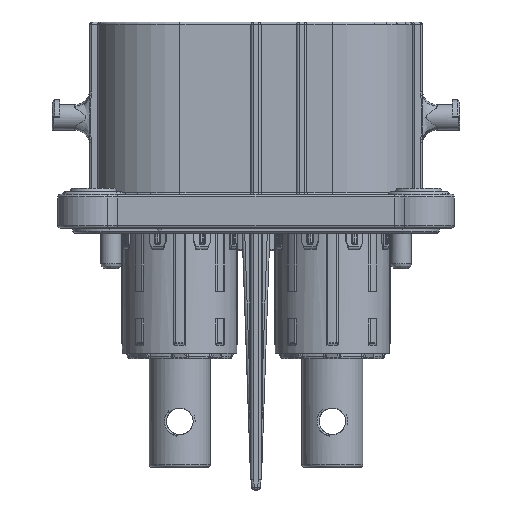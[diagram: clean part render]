
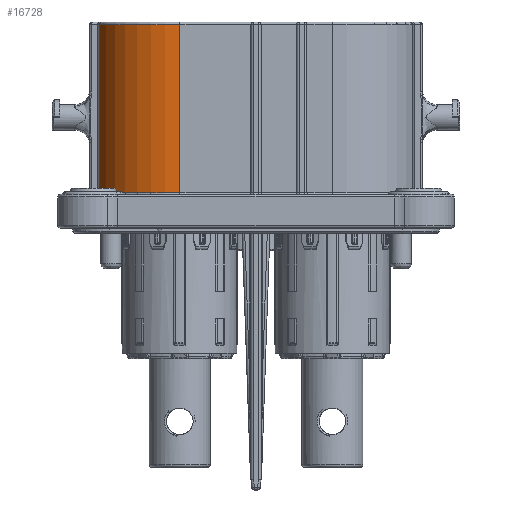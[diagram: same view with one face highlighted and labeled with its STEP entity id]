
A CAD part, front view. The second image highlights one B-rep face of the part: STEP entity #16728.
In plain terms, the highlighted cylindrical face has radius 16.75 mm (diameter 33.5 mm), a partial arc.
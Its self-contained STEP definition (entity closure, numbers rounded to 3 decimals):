
#15221=CYLINDRICAL_SURFACE('',#83326,16.75);
#16728=ADVANCED_FACE('',(#21403),#15221,.T.);
#21403=FACE_OUTER_BOUND('',#25696,.T.);
#25696=EDGE_LOOP('',(#42470,#42471,#42472,#42473));
#32691=LINE('',#113338,#37218);
#32698=LINE('',#113362,#37225);
#37218=VECTOR('',#92277,1.);
#37225=VECTOR('',#92298,1.);
#42470=ORIENTED_EDGE('',*,*,#69523,.T.);
#42471=ORIENTED_EDGE('',*,*,#69524,.T.);
#42472=ORIENTED_EDGE('',*,*,#69512,.T.);
#42473=ORIENTED_EDGE('',*,*,#69525,.T.);
#62965=VERTEX_POINT('',#113339);
#62966=VERTEX_POINT('',#113340);
#62975=VERTEX_POINT('',#113363);
#62976=VERTEX_POINT('',#113364);
#69512=EDGE_CURVE('',#62965,#62966,#32691,.T.);
#69523=EDGE_CURVE('',#62975,#62976,#32698,.T.);
#69524=EDGE_CURVE('',#62976,#62965,#79346,.T.);
#69525=EDGE_CURVE('',#62966,#62975,#79347,.T.);
#79346=CIRCLE('',#83324,16.75);
#79347=CIRCLE('',#83325,16.75);
#83324=AXIS2_PLACEMENT_3D('',#113365,#92299,#92300);
#83325=AXIS2_PLACEMENT_3D('',#113366,#92301,#92302);
#83326=AXIS2_PLACEMENT_3D('',#113367,#92303,#92304);
#92277=DIRECTION('',(0.,0.,1.));
#92298=DIRECTION('',(0.,0.,-1.));
#92299=DIRECTION('',(0.,0.,1.));
#92300=DIRECTION('',(0.,-1.,0.));
#92301=DIRECTION('',(0.,0.,-1.));
#92302=DIRECTION('',(1.,0.,0.));
#92303=DIRECTION('',(0.,0.,-1.));
#92304=DIRECTION('',(1.,0.,0.));
#113338=CARTESIAN_POINT('',(-14.956,-16.75,-12.3));
#113339=CARTESIAN_POINT('',(-14.956,-16.75,-12.));
#113340=CARTESIAN_POINT('',(-14.956,-16.75,21.1));
#113362=CARTESIAN_POINT('',(-30.692,-5.859,4.65));
#113363=CARTESIAN_POINT('',(-30.692,-5.859,21.1));
#113364=CARTESIAN_POINT('',(-30.692,-5.859,-12.));
#113365=CARTESIAN_POINT('',(-15.,0.,-12.));
#113366=CARTESIAN_POINT('',(-15.,0.,21.1));
#113367=CARTESIAN_POINT('',(-15.,0.,5.3));
